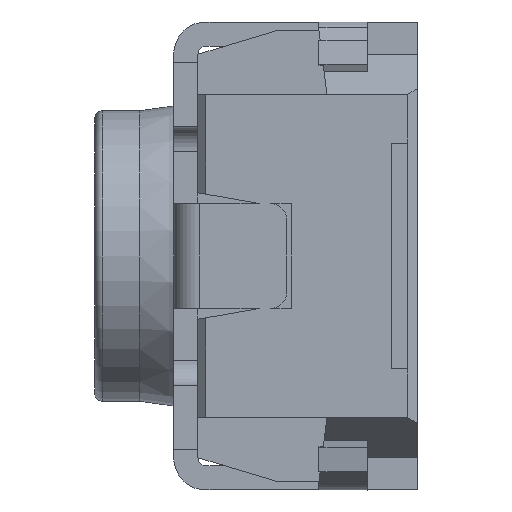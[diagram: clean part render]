
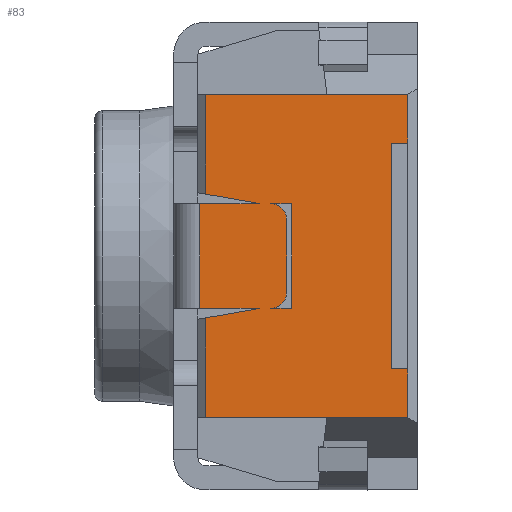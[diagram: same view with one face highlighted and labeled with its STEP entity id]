
A CAD part, left-side view. The second image highlights one B-rep face of the part: STEP entity #83.
In plain terms, the highlighted planar face has unit normal (-1, 0, 0).
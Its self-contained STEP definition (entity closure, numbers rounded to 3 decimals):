
#83=ADVANCED_FACE('',(#326,#327),#328,.F.);
#326=FACE_BOUND('',#798,.T.);
#327=FACE_OUTER_BOUND('',#799,.T.);
#328=PLANE('',#800);
#798=EDGE_LOOP('',(#1310,#1311,#1312,#1313,#1314,#1315));
#799=EDGE_LOOP('',(#1316,#1317,#1318,#1319,#1320,#1321,#1322,#1323,#1324,#1325,#1326,#1327,#1328,#1329));
#800=AXIS2_PLACEMENT_3D('',#1330,#1331,#1332);
#1310=ORIENTED_EDGE('',*,*,#3344,.F.);
#1311=ORIENTED_EDGE('',*,*,#3345,.F.);
#1312=ORIENTED_EDGE('',*,*,#3346,.F.);
#1313=ORIENTED_EDGE('',*,*,#3347,.T.);
#1314=ORIENTED_EDGE('',*,*,#3348,.T.);
#1315=ORIENTED_EDGE('',*,*,#3349,.T.);
#1316=ORIENTED_EDGE('',*,*,#3350,.F.);
#1317=ORIENTED_EDGE('',*,*,#3351,.T.);
#1318=ORIENTED_EDGE('',*,*,#3352,.F.);
#1319=ORIENTED_EDGE('',*,*,#3353,.T.);
#1320=ORIENTED_EDGE('',*,*,#3354,.F.);
#1321=ORIENTED_EDGE('',*,*,#3355,.F.);
#1322=ORIENTED_EDGE('',*,*,#3356,.T.);
#1323=ORIENTED_EDGE('',*,*,#3357,.F.);
#1324=ORIENTED_EDGE('',*,*,#3358,.F.);
#1325=ORIENTED_EDGE('',*,*,#3359,.F.);
#1326=ORIENTED_EDGE('',*,*,#3360,.T.);
#1327=ORIENTED_EDGE('',*,*,#3361,.F.);
#1328=ORIENTED_EDGE('',*,*,#3362,.T.);
#1329=ORIENTED_EDGE('',*,*,#3363,.T.);
#1330=CARTESIAN_POINT('',(-1.95,0.78,-1.25));
#1331=DIRECTION('',(1.0,0.0,0.));
#1332=DIRECTION('',(0.,0.0,1.0));
#3344=EDGE_CURVE('',#4040,#4041,#4042,.T.);
#3345=EDGE_CURVE('',#4043,#4040,#4044,.T.);
#3346=EDGE_CURVE('',#4045,#4043,#4046,.T.);
#3347=EDGE_CURVE('',#4045,#4047,#4048,.T.);
#3348=EDGE_CURVE('',#4047,#4049,#4050,.T.);
#3349=EDGE_CURVE('',#4049,#4041,#4051,.T.);
#3350=EDGE_CURVE('',#4052,#4053,#4054,.T.);
#3351=EDGE_CURVE('',#4052,#4055,#4056,.T.);
#3352=EDGE_CURVE('',#4057,#4055,#4058,.T.);
#3353=EDGE_CURVE('',#4057,#4059,#4060,.T.);
#3354=EDGE_CURVE('',#4061,#4059,#4062,.T.);
#3355=EDGE_CURVE('',#4063,#4061,#4064,.T.);
#3356=EDGE_CURVE('',#4063,#4065,#4066,.T.);
#3357=EDGE_CURVE('',#4067,#4065,#4068,.T.);
#3358=EDGE_CURVE('',#4069,#4067,#4070,.T.);
#3359=EDGE_CURVE('',#4071,#4069,#4072,.T.);
#3360=EDGE_CURVE('',#4071,#4073,#4074,.T.);
#3361=EDGE_CURVE('',#4075,#4073,#4076,.T.);
#3362=EDGE_CURVE('',#4075,#4077,#4078,.T.);
#3363=EDGE_CURVE('',#4077,#4053,#4079,.T.);
#4040=VERTEX_POINT('',#5170);
#4041=VERTEX_POINT('',#5171);
#4042=LINE('',#5172,#5173);
#4043=VERTEX_POINT('',#5174);
#4044=CIRCLE('',#5175,0.1);
#4045=VERTEX_POINT('',#5176);
#4046=LINE('',#5177,#5178);
#4047=VERTEX_POINT('',#5179);
#4048=CIRCLE('',#5180,0.1);
#4049=VERTEX_POINT('',#5181);
#4050=LINE('',#5182,#5183);
#4051=LINE('',#5184,#5185);
#4052=VERTEX_POINT('',#5186);
#4053=VERTEX_POINT('',#5187);
#4054=LINE('',#5188,#5189);
#4055=VERTEX_POINT('',#5190);
#4056=LINE('',#5191,#5192);
#4057=VERTEX_POINT('',#5193);
#4058=LINE('',#5194,#5195);
#4059=VERTEX_POINT('',#5196);
#4060=LINE('',#5197,#5198);
#4061=VERTEX_POINT('',#5199);
#4062=LINE('',#5200,#5201);
#4063=VERTEX_POINT('',#5202);
#4064=LINE('',#5203,#5204);
#4065=VERTEX_POINT('',#5205);
#4066=LINE('',#5206,#5207);
#4067=VERTEX_POINT('',#5208);
#4068=LINE('',#5209,#5210);
#4069=VERTEX_POINT('',#5211);
#4070=LINE('',#5212,#5213);
#4071=VERTEX_POINT('',#5214);
#4072=LINE('',#5215,#5216);
#4073=VERTEX_POINT('',#5217);
#4074=LINE('',#5218,#5219);
#4075=VERTEX_POINT('',#5220);
#4076=LINE('',#5221,#5222);
#4077=VERTEX_POINT('',#5223);
#4078=LINE('',#5224,#5225);
#4079=LINE('',#5226,#5227);
#5170=CARTESIAN_POINT('',(-1.95,0.91,-0.325));
#5171=CARTESIAN_POINT('',(-1.95,0.78,-0.325));
#5172=CARTESIAN_POINT('',(-1.95,1.36,-0.325));
#5173=VECTOR('',#7014,1000.0);
#5174=CARTESIAN_POINT('',(-1.95,0.81,-0.225));
#5175=AXIS2_PLACEMENT_3D('',#7015,#7016,#7017);
#5176=CARTESIAN_POINT('',(-1.95,0.81,0.225));
#5177=CARTESIAN_POINT('',(-1.95,0.81,-0.225));
#5178=VECTOR('',#7018,1000.0);
#5179=CARTESIAN_POINT('',(-1.95,0.91,0.325));
#5180=AXIS2_PLACEMENT_3D('',#7019,#7020,#7021);
#5181=CARTESIAN_POINT('',(-1.95,0.78,0.325));
#5182=CARTESIAN_POINT('',(-1.95,1.36,0.325));
#5183=VECTOR('',#7022,1000.0);
#5184=CARTESIAN_POINT('',(-1.95,0.78,-1.25));
#5185=VECTOR('',#7023,1000.0);
#5186=CARTESIAN_POINT('',(-1.95,0.98,-0.325));
#5187=CARTESIAN_POINT('',(-1.95,1.35,-0.325));
#5188=CARTESIAN_POINT('',(-1.95,0.91,-0.325));
#5189=VECTOR('',#7024,1000.0);
#5190=CARTESIAN_POINT('',(-1.95,1.31,-0.383));
#5191=CARTESIAN_POINT('',(-1.95,0.98,-0.325));
#5192=VECTOR('',#7025,1000.0);
#5193=CARTESIAN_POINT('',(-1.95,1.31,-1.0));
#5194=CARTESIAN_POINT('',(-1.95,1.31,-1.25));
#5195=VECTOR('',#7026,1000.0);
#5196=CARTESIAN_POINT('',(-1.95,0.06,-1.0));
#5197=CARTESIAN_POINT('',(-1.95,0.56,-1.0));
#5198=VECTOR('',#7027,1000.0);
#5199=CARTESIAN_POINT('',(-1.95,0.06,-0.7));
#5200=CARTESIAN_POINT('',(-1.95,0.06,-1.0));
#5201=VECTOR('',#7028,1000.0);
#5202=CARTESIAN_POINT('',(-1.95,0.16,-0.7));
#5203=CARTESIAN_POINT('',(-1.95,0.78,-0.7));
#5204=VECTOR('',#7029,1000.0);
#5205=CARTESIAN_POINT('',(-1.95,0.16,0.7));
#5206=CARTESIAN_POINT('',(-1.95,0.16,-1.25));
#5207=VECTOR('',#7030,1000.0);
#5208=CARTESIAN_POINT('',(-1.95,0.06,0.7));
#5209=CARTESIAN_POINT('',(-1.95,0.78,0.7));
#5210=VECTOR('',#7031,1000.0);
#5211=CARTESIAN_POINT('',(-1.95,0.06,1.0));
#5212=CARTESIAN_POINT('',(-1.95,0.06,-1.0));
#5213=VECTOR('',#7032,1000.0);
#5214=CARTESIAN_POINT('',(-1.95,1.31,1.0));
#5215=CARTESIAN_POINT('',(-1.95,0.56,1.0));
#5216=VECTOR('',#7033,1000.0);
#5217=CARTESIAN_POINT('',(-1.95,1.31,0.383));
#5218=CARTESIAN_POINT('',(-1.95,1.31,1.25));
#5219=VECTOR('',#7034,1000.0);
#5220=CARTESIAN_POINT('',(-1.95,0.98,0.325));
#5221=CARTESIAN_POINT('',(-1.95,0.98,0.325));
#5222=VECTOR('',#7035,1000.0);
#5223=CARTESIAN_POINT('',(-1.95,1.35,0.325));
#5224=CARTESIAN_POINT('',(-1.95,0.91,0.325));
#5225=VECTOR('',#7036,1000.0);
#5226=CARTESIAN_POINT('',(-1.95,1.35,-0.325));
#5227=VECTOR('',#7037,1000.0);
#7014=DIRECTION('',(0.0,-1.0,0.0));
#7015=CARTESIAN_POINT('',(-1.95,0.91,-0.225));
#7016=DIRECTION('',(1.0,0.,0.));
#7017=DIRECTION('',(0.,-1.0,0.0));
#7018=DIRECTION('',(0.,0.0,-1.0));
#7019=CARTESIAN_POINT('',(-1.95,0.91,0.225));
#7020=DIRECTION('',(-1.0,0.,0.));
#7021=DIRECTION('',(0.,-1.0,0.0));
#7022=DIRECTION('',(0.0,-1.0,0.0));
#7023=DIRECTION('',(0.,0.0,-1.0));
#7024=DIRECTION('',(0.,1.0,0.));
#7025=DIRECTION('',(0.0,0.985,-0.174));
#7026=DIRECTION('',(0.,0.0,1.0));
#7027=DIRECTION('',(0.0,-1.0,0.0));
#7028=DIRECTION('',(0.0,0.0,-1.0));
#7029=DIRECTION('',(0.0,-1.0,0.0));
#7030=DIRECTION('',(0.,0.0,1.0));
#7031=DIRECTION('',(0.0,1.0,0.0));
#7032=DIRECTION('',(0.0,0.0,-1.0));
#7033=DIRECTION('',(0.0,-1.0,0.0));
#7034=DIRECTION('',(0.,0.0,-1.0));
#7035=DIRECTION('',(0.0,0.985,0.174));
#7036=DIRECTION('',(0.,1.0,0.));
#7037=DIRECTION('',(0.,0.0,-1.0));
